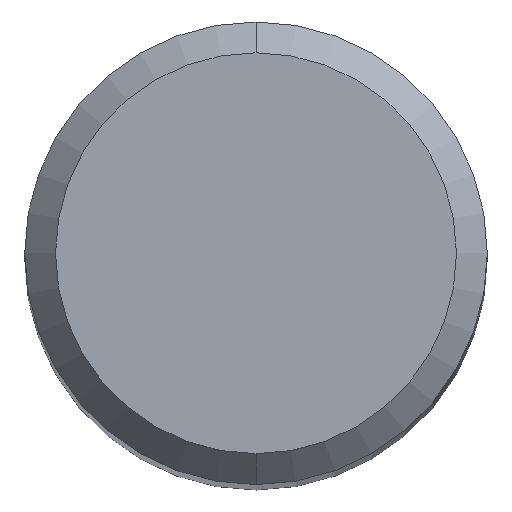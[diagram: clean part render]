
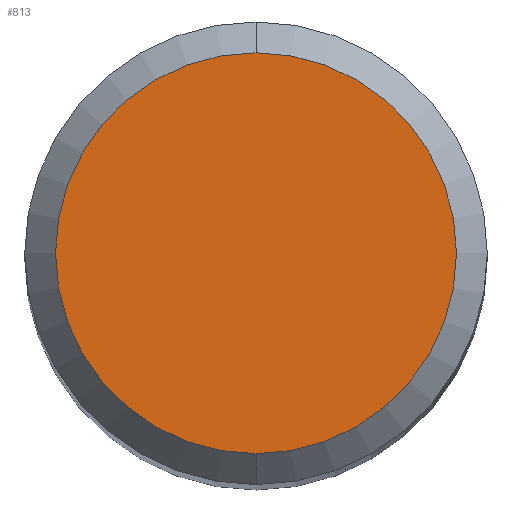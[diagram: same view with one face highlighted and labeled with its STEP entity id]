
A CAD part, top view. The second image highlights one B-rep face of the part: STEP entity #813.
In plain terms, the highlighted planar face has unit normal (0, 0, 1).
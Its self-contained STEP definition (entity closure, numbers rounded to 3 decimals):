
#443=EDGE_CURVE('',#763,#687,#1026,.T.);
#481=EDGE_CURVE('',#687,#763,#1064,.T.);
#687=VERTEX_POINT('',#1296);
#763=VERTEX_POINT('',#1378);
#813=ADVANCED_FACE('',(#1431),#1432,.T.);
#1026=CIRCLE('',#2401,2.6);
#1064=CIRCLE('',#2526,2.6);
#1296=CARTESIAN_POINT('',(0.0,2.6,0.0));
#1378=CARTESIAN_POINT('',(0.,-2.6,0.0));
#1431=FACE_OUTER_BOUND('',#5197,.T.);
#1432=PLANE('',#5198);
#2401=AXIS2_PLACEMENT_3D('',#5523,#5524,#5525);
#2526=AXIS2_PLACEMENT_3D('',#5533,#5534,#5535);
#5197=EDGE_LOOP('',(#5953,#5954));
#5198=AXIS2_PLACEMENT_3D('',#5955,#5956,#5957);
#5523=CARTESIAN_POINT('',(0.0,0.0,0.0));
#5524=DIRECTION('',(0.0,0.0,-1.0));
#5525=DIRECTION('',(0.0,1.0,0.0));
#5533=CARTESIAN_POINT('',(0.0,0.0,0.0));
#5534=DIRECTION('',(0.0,0.0,-1.0));
#5535=DIRECTION('',(0.0,1.0,0.0));
#5953=ORIENTED_EDGE('',*,*,#481,.F.);
#5954=ORIENTED_EDGE('',*,*,#443,.F.);
#5955=CARTESIAN_POINT('',(0.0,1.3,0.0));
#5956=DIRECTION('',(-0.0,0.0,1.0));
#5957=DIRECTION('',(0.0,-1.0,0.0));
